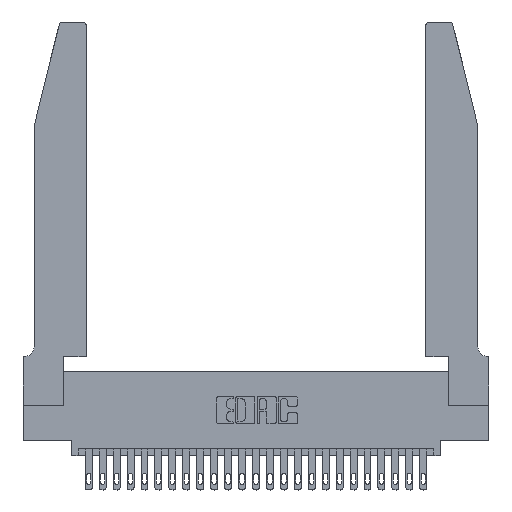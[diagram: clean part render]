
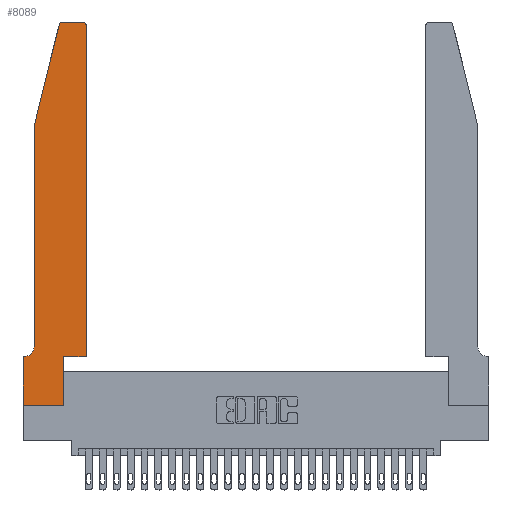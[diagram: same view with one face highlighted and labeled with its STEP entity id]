
A CAD part, top view. The second image highlights one B-rep face of the part: STEP entity #8089.
In plain terms, the highlighted planar face has unit normal (0, 0, 1).
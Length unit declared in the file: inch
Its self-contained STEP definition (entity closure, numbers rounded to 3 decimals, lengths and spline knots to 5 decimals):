
#193 = CIRCLE ( 'NONE', #13097, 0.07 ) ;
#360 = VECTOR ( 'NONE', #1050, 39.37008 ) ;
#479 = AXIS2_PLACEMENT_3D ( 'NONE', #15609, #26063, #17599 ) ;
#671 = AXIS2_PLACEMENT_3D ( 'NONE', #11246, #889, #7071 ) ;
#813 = VERTEX_POINT ( 'NONE', #10544 ) ;
#889 = DIRECTION ( 'NONE',  ( 0., 0., 1. ) ) ;
#1043 = EDGE_CURVE ( 'NONE', #18586, #16513, #19280, .T. ) ;
#1050 = DIRECTION ( 'NONE',  ( -1., 0., 0. ) ) ;
#1104 = ORIENTED_EDGE ( 'NONE', *, *, #11816, .T. ) ;
#1548 = CARTESIAN_POINT ( 'NONE',  ( 0.284, 2.75, 0.37 ) ) ;
#1854 = ORIENTED_EDGE ( 'NONE', *, *, #14092, .T. ) ;
#2271 = LINE ( 'NONE', #11032, #4186 ) ;
#2421 = CIRCLE ( 'NONE', #671, 0.03 ) ;
#2556 = PLANE ( 'NONE',  #18259 ) ;
#2936 = CARTESIAN_POINT ( 'NONE',  ( 0., 0., 0.37 ) ) ;
#2959 = DIRECTION ( 'NONE',  ( 1., 0., 0. ) ) ;
#3264 = CARTESIAN_POINT ( 'NONE',  ( 0.2865, 0.35, 0.37 ) ) ;
#4045 = EDGE_CURVE ( 'NONE', #26492, #5257, #5866, .T. ) ;
#4154 = DIRECTION ( 'NONE',  ( 1., 0., 0. ) ) ;
#4186 = VECTOR ( 'NONE', #11124, 39.37008 ) ;
#4289 = LINE ( 'NONE', #26645, #15266 ) ;
#4982 = DIRECTION ( 'NONE',  ( 0., 0., -1. ) ) ;
#5257 = VERTEX_POINT ( 'NONE', #14672 ) ;
#5294 = EDGE_CURVE ( 'NONE', #18161, #813, #11313, .T. ) ;
#5842 = VECTOR ( 'NONE', #24665, 39.37008 ) ;
#5866 = LINE ( 'NONE', #6623, #360 ) ;
#6051 = VECTOR ( 'NONE', #4154, 39.37008 ) ;
#6568 = CARTESIAN_POINT ( 'NONE',  ( 0., 0., 0.37 ) ) ;
#6623 = CARTESIAN_POINT ( 'NONE',  ( 0.0755, 0.35, 0.37 ) ) ;
#7071 = DIRECTION ( 'NONE',  ( 1., 0., 0. ) ) ;
#7104 = CARTESIAN_POINT ( 'NONE',  ( 0.2865, 0.35, 0.37 ) ) ;
#7158 = VERTEX_POINT ( 'NONE', #10665 ) ;
#7209 = VERTEX_POINT ( 'NONE', #16192 ) ;
#7271 = CARTESIAN_POINT ( 'NONE',  ( 0.2865, 0., 0.37 ) ) ;
#7277 = DIRECTION ( 'NONE',  ( -1., 0., 0. ) ) ;
#7431 = VERTEX_POINT ( 'NONE', #19665 ) ;
#7934 = CARTESIAN_POINT ( 'NONE',  ( 0.0755, 2., 0.37 ) ) ;
#8089 = ADVANCED_FACE ( 'NONE', ( #8434 ), #2556, .T. ) ;
#8434 = FACE_OUTER_BOUND ( 'NONE', #24674, .T. ) ;
#8538 = ORIENTED_EDGE ( 'NONE', *, *, #1043, .T. ) ;
#8613 = VERTEX_POINT ( 'NONE', #9046 ) ;
#8662 = CARTESIAN_POINT ( 'NONE',  ( 0.0055, 0.35, 0.37 ) ) ;
#8825 = ORIENTED_EDGE ( 'NONE', *, *, #26523, .T. ) ;
#9046 = CARTESIAN_POINT ( 'NONE',  ( 0.4505, 0.35, 0.37 ) ) ;
#9322 = ORIENTED_EDGE ( 'NONE', *, *, #4045, .T. ) ;
#9529 = VECTOR ( 'NONE', #24447, 39.37008 ) ;
#9754 = EDGE_CURVE ( 'NONE', #5257, #13511, #10943, .T. ) ;
#10438 = DIRECTION ( 'NONE',  ( 1., 0., 0. ) ) ;
#10544 = CARTESIAN_POINT ( 'NONE',  ( 0.0755, 0.42, 0.37 ) ) ;
#10665 = CARTESIAN_POINT ( 'NONE',  ( 0.4205, 2.75, 0.37 ) ) ;
#10943 = LINE ( 'NONE', #20251, #14213 ) ;
#11032 = CARTESIAN_POINT ( 'NONE',  ( 0.4505, 0.35, 0.37 ) ) ;
#11124 = DIRECTION ( 'NONE',  ( 0., 1., 0. ) ) ;
#11246 = CARTESIAN_POINT ( 'NONE',  ( 0.284, 2.72, 0.37 ) ) ;
#11313 = LINE ( 'NONE', #26119, #5842 ) ;
#11816 = EDGE_CURVE ( 'NONE', #813, #26492, #193, .T. ) ;
#11899 = ORIENTED_EDGE ( 'NONE', *, *, #20301, .T. ) ;
#11975 = VERTEX_POINT ( 'NONE', #1548 ) ;
#12203 = LINE ( 'NONE', #6568, #6051 ) ;
#12739 = EDGE_CURVE ( 'NONE', #7158, #11975, #26332, .T. ) ;
#12902 = CARTESIAN_POINT ( 'NONE',  ( 0., 0.35, 0.37 ) ) ;
#13097 = AXIS2_PLACEMENT_3D ( 'NONE', #15547, #4982, #7277 ) ;
#13511 = VERTEX_POINT ( 'NONE', #2936 ) ;
#14065 = VECTOR ( 'NONE', #25045, 39.37008 ) ;
#14092 = EDGE_CURVE ( 'NONE', #11975, #7431, #2421, .T. ) ;
#14213 = VECTOR ( 'NONE', #20073, 39.37008 ) ;
#14672 = CARTESIAN_POINT ( 'NONE',  ( 0., 0.35, 0.37 ) ) ;
#15266 = VECTOR ( 'NONE', #24656, 39.37008 ) ;
#15392 = ORIENTED_EDGE ( 'NONE', *, *, #9754, .T. ) ;
#15421 = ORIENTED_EDGE ( 'NONE', *, *, #23925, .T. ) ;
#15547 = CARTESIAN_POINT ( 'NONE',  ( 0.0055, 0.42, 0.37 ) ) ;
#15609 = CARTESIAN_POINT ( 'NONE',  ( 0.4205, 2.72, 0.37 ) ) ;
#16192 = CARTESIAN_POINT ( 'NONE',  ( 0.4505, 2.72, 0.37 ) ) ;
#16513 = VERTEX_POINT ( 'NONE', #7104 ) ;
#17599 = DIRECTION ( 'NONE',  ( 1., 0., 0. ) ) ;
#18161 = VERTEX_POINT ( 'NONE', #7934 ) ;
#18259 = AXIS2_PLACEMENT_3D ( 'NONE', #12902, #18714, #10438 ) ;
#18403 = VECTOR ( 'NONE', #2959, 39.37008 ) ;
#18422 = ORIENTED_EDGE ( 'NONE', *, *, #12739, .T. ) ;
#18586 = VERTEX_POINT ( 'NONE', #7271 ) ;
#18714 = DIRECTION ( 'NONE',  ( 0., 0., 1. ) ) ;
#19280 = LINE ( 'NONE', #3264, #9529 ) ;
#19517 = EDGE_CURVE ( 'NONE', #16513, #8613, #26434, .T. ) ;
#19665 = CARTESIAN_POINT ( 'NONE',  ( 0.25487, 2.72718, 0.37 ) ) ;
#20073 = DIRECTION ( 'NONE',  ( 0., -1., 0. ) ) ;
#20251 = CARTESIAN_POINT ( 'NONE',  ( 0., 0., 0.37 ) ) ;
#20301 = EDGE_CURVE ( 'NONE', #13511, #18586, #12203, .T. ) ;
#22965 = CARTESIAN_POINT ( 'NONE',  ( 0.2605, 2.75, 0.37 ) ) ;
#23187 = ORIENTED_EDGE ( 'NONE', *, *, #19517, .T. ) ;
#23925 = EDGE_CURVE ( 'NONE', #7209, #7158, #24986, .T. ) ;
#24447 = DIRECTION ( 'NONE',  ( 0., 1., 0. ) ) ;
#24656 = DIRECTION ( 'NONE',  ( -0.239, -0.971, 0. ) ) ;
#24665 = DIRECTION ( 'NONE',  ( 0., -1., 0. ) ) ;
#24674 = EDGE_LOOP ( 'NONE', ( #18422, #1854, #26027, #26107, #1104, #9322, #15392, #11899, #8538, #23187, #8825, #15421 ) ) ;
#24816 = EDGE_CURVE ( 'NONE', #7431, #18161, #4289, .T. ) ;
#24986 = CIRCLE ( 'NONE', #479, 0.03 ) ;
#25045 = DIRECTION ( 'NONE',  ( -1., 0., 0. ) ) ;
#25586 = CARTESIAN_POINT ( 'NONE',  ( 0.4505, 0.35, 0.37 ) ) ;
#26027 = ORIENTED_EDGE ( 'NONE', *, *, #24816, .T. ) ;
#26063 = DIRECTION ( 'NONE',  ( 0., 0., 1. ) ) ;
#26107 = ORIENTED_EDGE ( 'NONE', *, *, #5294, .T. ) ;
#26119 = CARTESIAN_POINT ( 'NONE',  ( 0.0755, 2., 0.37 ) ) ;
#26332 = LINE ( 'NONE', #22965, #14065 ) ;
#26434 = LINE ( 'NONE', #25586, #18403 ) ;
#26492 = VERTEX_POINT ( 'NONE', #8662 ) ;
#26523 = EDGE_CURVE ( 'NONE', #8613, #7209, #2271, .T. ) ;
#26645 = CARTESIAN_POINT ( 'NONE',  ( 0.0755, 2., 0.37 ) ) ;
